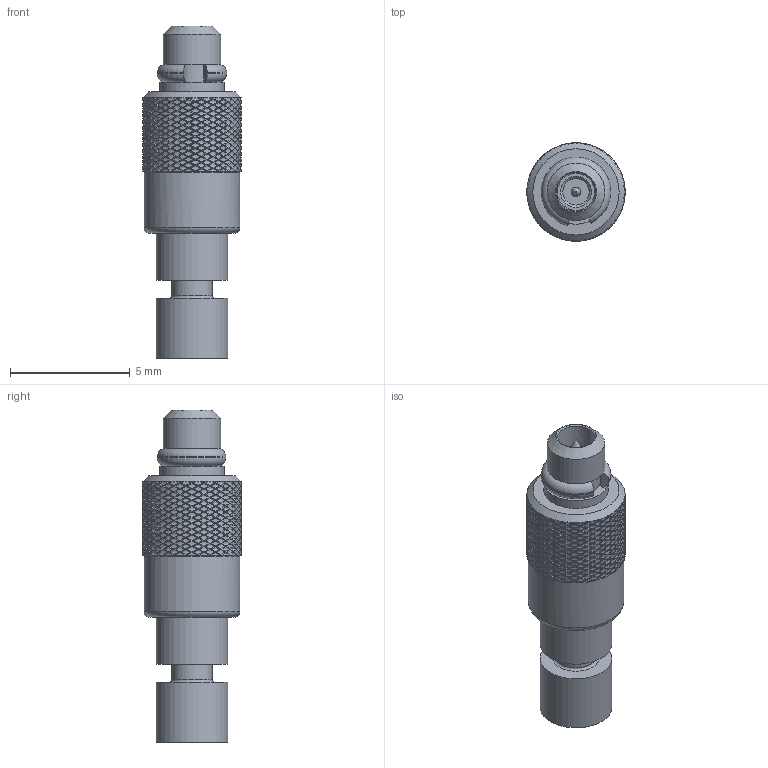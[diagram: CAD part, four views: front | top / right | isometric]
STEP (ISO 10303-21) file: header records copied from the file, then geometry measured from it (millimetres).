
FILE_DESCRIPTION(/* description */ ('Unknown'),/* implementation_level */ '2;1');
FILE_NAME(/* name */ '66046020212320',/* time_stamp */ '2024-05-24T10:57:02+02:00',/* author */ ('Unknown'),/* organization */ ('Unknown'),/* preprocessor_version */ 'ST-DEVELOPER v18.102',/* originating_system */ 'Solid Edge',/* authorisation */ 'Unknown');
FILE_SCHEMA (('AUTOMOTIVE_DESIGN {1 0 10303 214 3 1 1}'));
Products named in the file (8): 66046020212320; 66046020212320_Housing; 66046020212320_Body; 66046020212320_Insulator2; 66046020212320_Insulator; 66046020212320_Ferrule; 66046020212320_Retainer Ring; 66046020212320_Center-pin
Assembly tree (7 placements, depth 2):
  66046020212320
    66046020212320_Housing
    66046020212320_Body
    66046020212320_Insulator2
    66046020212320_Insulator
    66046020212320_Ferrule
    66046020212320_Retainer Ring
    66046020212320_Center-pin
Bounding box: 4.1 x 4.1 x 13.85 mm (x, y, z)
Volume: 103.8 mm3; surface area: 513.2 mm2
Topology: 7 solids, 7 shells, 6156 faces, 12622 edges, 6495 vertices
Faces by surface type: bspline 5200, cylinder 766, plane 165, cone 15, torus 10
Full cylindrical faces by diameter (mm): 0.3 x2, 0.4 x2, 0.8 x1, 0.9 x1, 0.924 x1, 0.972 x1, 1.1 x1, 1.2 x1, 1.25 x1, 1.45 x1, 1.55 x1, 1.7 x2, 2 x1, 2.2 x3, 2.25 x1, 2.4 x1, 2.55 x1, 2.7 x1, 2.8 x1, 2.9 x1, 3 x3, 4 x1
Entity records: 250616 total; most frequent: CARTESIAN_POINT 175999, ORIENTED_EDGE 25108, EDGE_CURVE 12554, VERTEX_POINT 6479, FACE_BOUND 6235, EDGE_LOOP 6234, ADVANCED_FACE 6156, B_SPLINE_CURVE_WITH_KNOTS 5332
